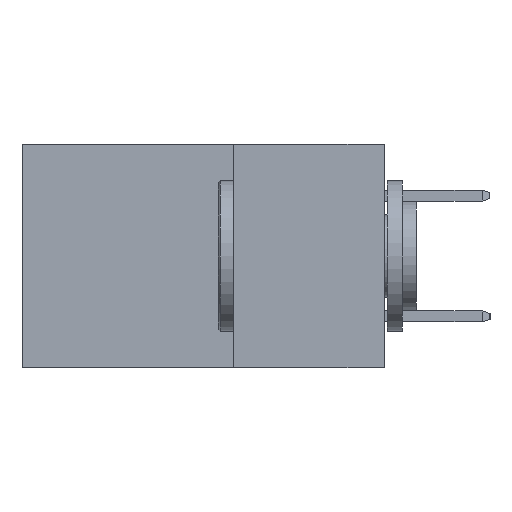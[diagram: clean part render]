
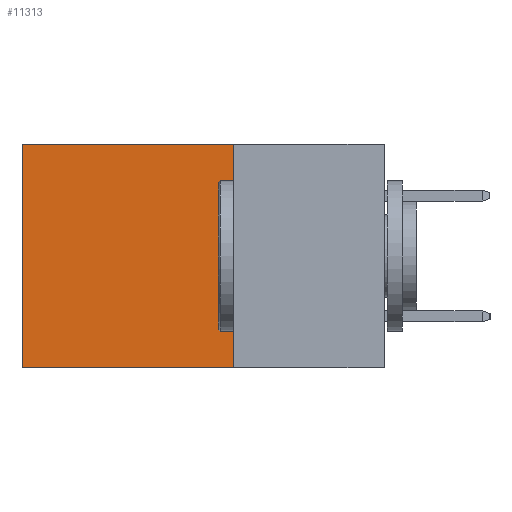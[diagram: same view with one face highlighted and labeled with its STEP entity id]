
A CAD part, left-side view. The second image highlights one B-rep face of the part: STEP entity #11313.
In plain terms, the highlighted planar face has unit normal (-1, 0, 0).
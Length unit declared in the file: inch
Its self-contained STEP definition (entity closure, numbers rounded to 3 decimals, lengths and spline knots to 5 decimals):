
#1211 = VERTEX_POINT ( 'NONE', #6947 ) ;
#1434 = LINE ( 'NONE', #8369, #8371 ) ;
#1463 = DIRECTION ( 'NONE',  ( 0., 1., 0. ) ) ;
#1539 = PLANE ( 'NONE',  #11321 ) ;
#1795 = FACE_OUTER_BOUND ( 'NONE', #6533, .T. ) ;
#2982 = DIRECTION ( 'NONE',  ( 1., 0., 0. ) ) ;
#4399 = VECTOR ( 'NONE', #10233, 39.37008 ) ;
#4510 = EDGE_CURVE ( 'NONE', #11732, #9553, #5312, .T. ) ;
#4727 = CARTESIAN_POINT ( 'NONE',  ( 0.2615, 0.6, -0.37 ) ) ;
#4816 = LINE ( 'NONE', #16752, #4399 ) ;
#5312 = LINE ( 'NONE', #9977, #16017 ) ;
#6286 = EDGE_CURVE ( 'NONE', #17013, #1211, #16183, .T. ) ;
#6533 = EDGE_LOOP ( 'NONE', ( #11259, #11132, #17010, #16174 ) ) ;
#6947 = CARTESIAN_POINT ( 'NONE',  ( 0.2615, 0.25, -0.37 ) ) ;
#8369 = CARTESIAN_POINT ( 'NONE',  ( 0.2615, 0.25, -0.37 ) ) ;
#8371 = VECTOR ( 'NONE', #1463, 39.37008 ) ;
#9254 = CARTESIAN_POINT ( 'NONE',  ( 0.2615, 0.6, 0. ) ) ;
#9329 = DIRECTION ( 'NONE',  ( 0., 0., -1. ) ) ;
#9553 = VERTEX_POINT ( 'NONE', #4727 ) ;
#9598 = VECTOR ( 'NONE', #10595, 39.37008 ) ;
#9977 = CARTESIAN_POINT ( 'NONE',  ( 0.2615, 0.6, -0.37 ) ) ;
#10233 = DIRECTION ( 'NONE',  ( 0., 1., 0. ) ) ;
#10571 = CARTESIAN_POINT ( 'NONE',  ( 0.2615, 0.25, -0.37 ) ) ;
#10595 = DIRECTION ( 'NONE',  ( 0., 0., -1. ) ) ;
#11132 = ORIENTED_EDGE ( 'NONE', *, *, #13860, .F. ) ;
#11211 = CARTESIAN_POINT ( 'NONE',  ( 0.2615, 0.25, -0.37 ) ) ;
#11259 = ORIENTED_EDGE ( 'NONE', *, *, #4510, .T. ) ;
#11313 = ADVANCED_FACE ( 'NONE', ( #1795 ), #1539, .F. ) ;
#11321 = AXIS2_PLACEMENT_3D ( 'NONE', #11211, #2982, #12523 ) ;
#11732 = VERTEX_POINT ( 'NONE', #9254 ) ;
#12523 = DIRECTION ( 'NONE',  ( 0., 0., -1. ) ) ;
#13124 = CARTESIAN_POINT ( 'NONE',  ( 0.2615, 0.25, 0. ) ) ;
#13860 = EDGE_CURVE ( 'NONE', #1211, #9553, #1434, .T. ) ;
#16017 = VECTOR ( 'NONE', #9329, 39.37008 ) ;
#16174 = ORIENTED_EDGE ( 'NONE', *, *, #16901, .T. ) ;
#16183 = LINE ( 'NONE', #10571, #9598 ) ;
#16752 = CARTESIAN_POINT ( 'NONE',  ( 0.2615, 0.25, 0. ) ) ;
#16901 = EDGE_CURVE ( 'NONE', #17013, #11732, #4816, .T. ) ;
#17010 = ORIENTED_EDGE ( 'NONE', *, *, #6286, .F. ) ;
#17013 = VERTEX_POINT ( 'NONE', #13124 ) ;
